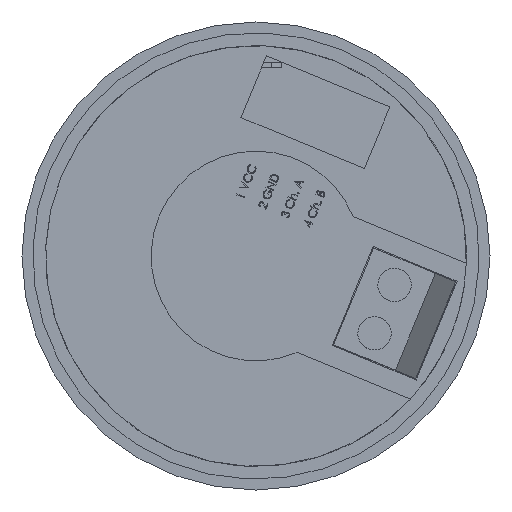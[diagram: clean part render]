
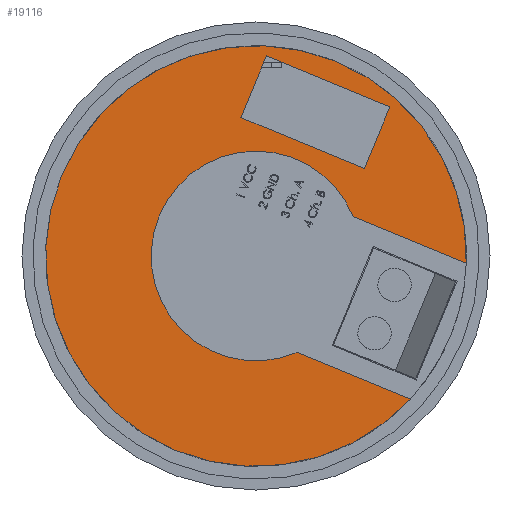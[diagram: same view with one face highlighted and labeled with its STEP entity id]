
A CAD part, left-side view. The second image highlights one B-rep face of the part: STEP entity #19116.
In plain terms, the highlighted face is planar.
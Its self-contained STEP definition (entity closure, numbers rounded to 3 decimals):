
#22 = VERTEX_POINT ( 'NONE', #8829 ) ;
#186 = VERTEX_POINT ( 'NONE', #2072 ) ;
#212 = DIRECTION ( 'NONE',  ( 0., 0., 1. ) ) ;
#354 = CARTESIAN_POINT ( 'NONE',  ( 0., 16.294, 0. ) ) ;
#670 = EDGE_CURVE ( 'NONE', #12935, #17440, #20014, .T. ) ;
#705 = LINE ( 'NONE', #17042, #9185 ) ;
#1440 = LINE ( 'NONE', #9643, #13902 ) ;
#1564 = DIRECTION ( 'NONE',  ( 0., 0., -1. ) ) ;
#1594 = AXIS2_PLACEMENT_3D ( 'NONE', #3592, #15446, #5295 ) ;
#1890 = ORIENTED_EDGE ( 'NONE', *, *, #2670, .F. ) ;
#1898 = AXIS2_PLACEMENT_3D ( 'NONE', #6570, #18451, #8272 ) ;
#1956 = ORIENTED_EDGE ( 'NONE', *, *, #9491, .T. ) ;
#2065 = DIRECTION ( 'NONE',  ( 0., 0., 1. ) ) ;
#2072 = CARTESIAN_POINT ( 'NONE',  ( 0., 16.294, -20.003 ) ) ;
#2154 = VERTEX_POINT ( 'NONE', #10879 ) ;
#2670 = EDGE_CURVE ( 'NONE', #21846, #5628, #7087, .T. ) ;
#2917 = CIRCLE ( 'NONE', #1594, 20.003 ) ;
#3282 = ORIENTED_EDGE ( 'NONE', *, *, #11311, .F. ) ;
#3592 = CARTESIAN_POINT ( 'NONE',  ( 0., 16.294, 0. ) ) ;
#3937 = EDGE_CURVE ( 'NONE', #5628, #16851, #705, .T. ) ;
#4066 = EDGE_CURVE ( 'NONE', #16851, #2154, #7862, .T. ) ;
#4166 = CIRCLE ( 'NONE', #12847, 9.97 ) ;
#4437 = EDGE_LOOP ( 'NONE', ( #10784, #19358, #3282, #5654, #21597, #1956 ) ) ;
#5018 = DIRECTION ( 'NONE',  ( 0., 0., 1. ) ) ;
#5042 = LINE ( 'NONE', #16814, #13518 ) ;
#5159 = LINE ( 'NONE', #10006, #14204 ) ;
#5295 = DIRECTION ( 'NONE',  ( 0., 0., 1. ) ) ;
#5323 = EDGE_CURVE ( 'NONE', #2154, #21846, #1440, .T. ) ;
#5628 = VERTEX_POINT ( 'NONE', #10729 ) ;
#5654 = ORIENTED_EDGE ( 'NONE', *, *, #6607, .F. ) ;
#5876 = DIRECTION ( 'NONE',  ( 1., 0., 0. ) ) ;
#6499 = CARTESIAN_POINT ( 'NONE',  ( 0., 16.294, -9.97 ) ) ;
#6555 = VECTOR ( 'NONE', #11904, 1000. ) ;
#6570 = CARTESIAN_POINT ( 'NONE',  ( 0., 16.294, 0. ) ) ;
#6607 = EDGE_CURVE ( 'NONE', #22, #20462, #5159, .T. ) ;
#7002 = AXIS2_PLACEMENT_3D ( 'NONE', #20563, #10370, #212 ) ;
#7087 = LINE ( 'NONE', #16907, #6555 ) ;
#7570 = CARTESIAN_POINT ( 'NONE',  ( 0., 16.294, 0. ) ) ;
#7862 = LINE ( 'NONE', #9274, #16329 ) ;
#7960 = DIRECTION ( 'NONE',  ( 0., 0., -1. ) ) ;
#8068 = ORIENTED_EDGE ( 'NONE', *, *, #5323, .F. ) ;
#8272 = DIRECTION ( 'NONE',  ( 0., 0., 1. ) ) ;
#8308 = CARTESIAN_POINT ( 'NONE',  ( -6.985, 16.294, 18.743 ) ) ;
#8829 = CARTESIAN_POINT ( 'NONE',  ( 6.985, 16.294, 18.743 ) ) ;
#9185 = VECTOR ( 'NONE', #15342, 1000. ) ;
#9270 = DIRECTION ( 'NONE',  ( 0., 0., 1. ) ) ;
#9274 = CARTESIAN_POINT ( 'NONE',  ( 11.621, 16.294, 6.35 ) ) ;
#9491 = EDGE_CURVE ( 'NONE', #186, #17622, #2917, .T. ) ;
#9643 = CARTESIAN_POINT ( 'NONE',  ( 17.971, 16.294, -6.35 ) ) ;
#10006 = CARTESIAN_POINT ( 'NONE',  ( 6.985, 16.294, 7.113 ) ) ;
#10370 = DIRECTION ( 'NONE',  ( 0., 1., 0. ) ) ;
#10729 = CARTESIAN_POINT ( 'NONE',  ( 11.621, 16.294, -6.35 ) ) ;
#10784 = ORIENTED_EDGE ( 'NONE', *, *, #14840, .F. ) ;
#10879 = CARTESIAN_POINT ( 'NONE',  ( 17.971, 16.294, 6.35 ) ) ;
#11311 = EDGE_CURVE ( 'NONE', #20462, #12935, #4166, .T. ) ;
#11904 = DIRECTION ( 'NONE',  ( -1., 0., 0. ) ) ;
#12221 = CARTESIAN_POINT ( 'NONE',  ( 11.621, 16.294, 6.35 ) ) ;
#12236 = DIRECTION ( 'NONE',  ( 0., 1., 0. ) ) ;
#12507 = CARTESIAN_POINT ( 'NONE',  ( 17.971, 16.294, -6.35 ) ) ;
#12847 = AXIS2_PLACEMENT_3D ( 'NONE', #7570, #19463, #9270 ) ;
#12934 = CARTESIAN_POINT ( 'NONE',  ( -6.985, 16.294, 7.113 ) ) ;
#12935 = VERTEX_POINT ( 'NONE', #6499 ) ;
#13099 = ORIENTED_EDGE ( 'NONE', *, *, #4066, .F. ) ;
#13518 = VECTOR ( 'NONE', #5018, 1000. ) ;
#13902 = VECTOR ( 'NONE', #7960, 1000. ) ;
#14204 = VECTOR ( 'NONE', #1564, 1000. ) ;
#14840 = EDGE_CURVE ( 'NONE', #17440, #17622, #5042, .T. ) ;
#15342 = DIRECTION ( 'NONE',  ( 0., 0., 1. ) ) ;
#15446 = DIRECTION ( 'NONE',  ( 0., 1., 0. ) ) ;
#15735 = CARTESIAN_POINT ( 'NONE',  ( 6.985, 16.294, 7.113 ) ) ;
#16329 = VECTOR ( 'NONE', #5876, 1000. ) ;
#16814 = CARTESIAN_POINT ( 'NONE',  ( -6.985, 16.294, 7.113 ) ) ;
#16851 = VERTEX_POINT ( 'NONE', #12221 ) ;
#16907 = CARTESIAN_POINT ( 'NONE',  ( 11.621, 16.294, -6.35 ) ) ;
#17042 = CARTESIAN_POINT ( 'NONE',  ( 11.621, 16.294, -6.35 ) ) ;
#17057 = FACE_BOUND ( 'NONE', #21518, .T. ) ;
#17440 = VERTEX_POINT ( 'NONE', #12934 ) ;
#17615 = FACE_OUTER_BOUND ( 'NONE', #4437, .T. ) ;
#17622 = VERTEX_POINT ( 'NONE', #8308 ) ;
#18424 = EDGE_CURVE ( 'NONE', #22, #186, #19284, .T. ) ;
#18451 = DIRECTION ( 'NONE',  ( 0., 1., 0. ) ) ;
#19116 = ADVANCED_FACE ( 'NONE', ( #17057, #17615 ), #21766, .T. ) ;
#19284 = CIRCLE ( 'NONE', #7002, 20.003 ) ;
#19358 = ORIENTED_EDGE ( 'NONE', *, *, #670, .F. ) ;
#19463 = DIRECTION ( 'NONE',  ( 0., 1., 0. ) ) ;
#20014 = CIRCLE ( 'NONE', #20856, 9.97 ) ;
#20462 = VERTEX_POINT ( 'NONE', #15735 ) ;
#20563 = CARTESIAN_POINT ( 'NONE',  ( 0., 16.294, 0. ) ) ;
#20838 = ORIENTED_EDGE ( 'NONE', *, *, #3937, .F. ) ;
#20856 = AXIS2_PLACEMENT_3D ( 'NONE', #354, #12236, #2065 ) ;
#21518 = EDGE_LOOP ( 'NONE', ( #8068, #13099, #20838, #1890 ) ) ;
#21597 = ORIENTED_EDGE ( 'NONE', *, *, #18424, .T. ) ;
#21766 = PLANE ( 'NONE',  #1898 ) ;
#21846 = VERTEX_POINT ( 'NONE', #12507 ) ;
